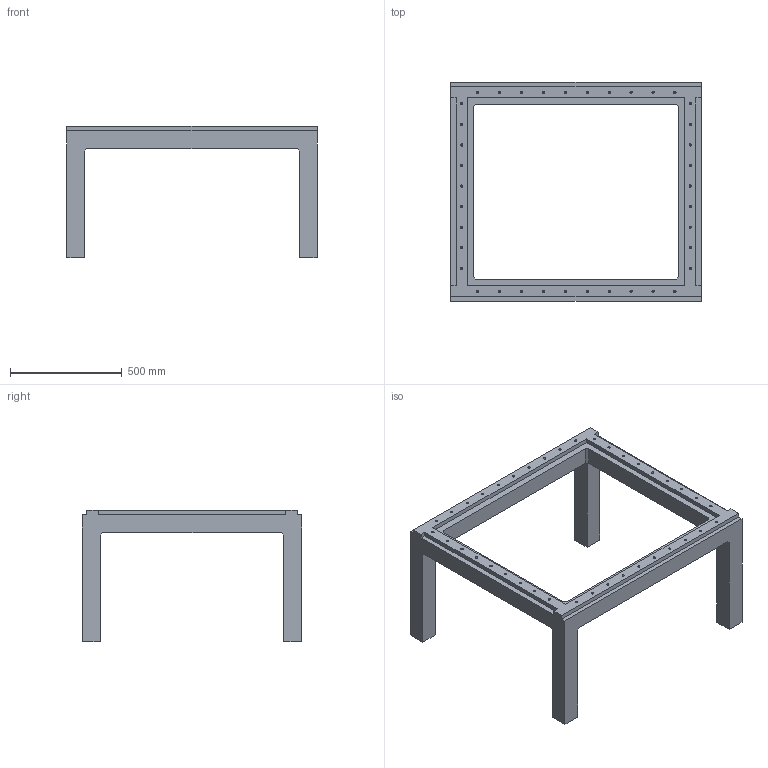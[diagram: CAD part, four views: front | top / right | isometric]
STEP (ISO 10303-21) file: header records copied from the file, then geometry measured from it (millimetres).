
FILE_DESCRIPTION(('CATIA V5 STEP Exchange'),'2;1');
FILE_NAME('Tablev2.stp','2018-10-10T12:17:12+00:00',('none'),('none'),'CATIA Version 5 Release 17 (IN-10)','CATIA V5 STEP AP203','none');
FILE_SCHEMA(('CONFIG_CONTROL_DESIGN'));
Length unit declared in the file: millimetre
Products named in the file (1): Product2
Assembly tree (1 placements, depth 2):
  Product2
    #56
Bounding box: 1120 x 980 x 586.19 mm (x, y, z)
Volume: 46782428.8 mm3; surface area: 2155005.3 mm2
Topology: 1 solids, 1 shells, 203 faces, 520 edges, 282 vertices
Faces by surface type: cone 76, cylinder 76, plane 51
Entity records: 6719 total; most frequent: CARTESIAN_POINT 2410, ORIENTED_EDGE 888, DIRECTION 749, EDGE_CURVE 444, VECTOR 292, LINE 292, VERTEX_POINT 282, AXIS2_PLACEMENT_3D 267
